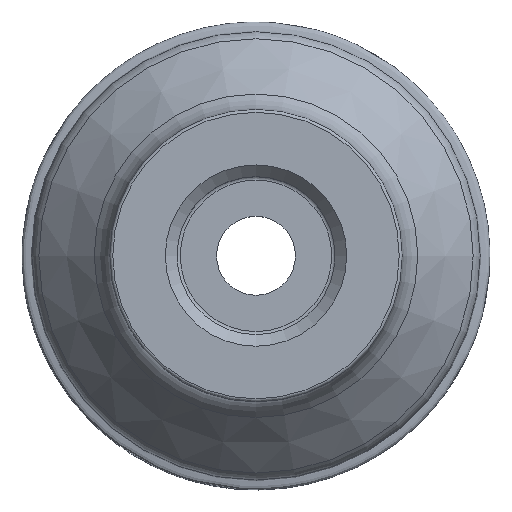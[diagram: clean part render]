
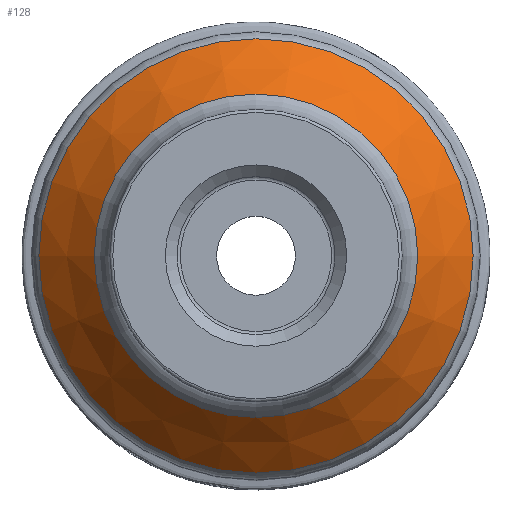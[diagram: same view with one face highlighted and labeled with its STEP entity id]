
A CAD part, top view. The second image highlights one B-rep face of the part: STEP entity #128.
In plain terms, the highlighted conical face has half-angle 42.778 degrees and reference radius 27.66 mm.
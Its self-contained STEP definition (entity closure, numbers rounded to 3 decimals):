
#128=ADVANCED_FACE('S5',(#176,#177),#159,.T.);
#159=CONICAL_SURFACE('',#561,27.66,42.778);
#176=FACE_BOUND('',#239,.T.);
#177=FACE_BOUND('',#240,.T.);
#239=EDGE_LOOP('',(#301));
#240=EDGE_LOOP('',(#302));
#301=ORIENTED_EDGE('',*,*,#395,.T.);
#302=ORIENTED_EDGE('',*,*,#396,.T.);
#363=VERTEX_POINT('',#804);
#364=VERTEX_POINT('',#806);
#395=EDGE_CURVE('',#363,#363,#426,.T.);
#396=EDGE_CURVE('',#364,#364,#427,.T.);
#426=CIRCLE('',#559,37.144);
#427=CIRCLE('',#560,27.66);
#559=AXIS2_PLACEMENT_3D('',#803,#662,#663);
#560=AXIS2_PLACEMENT_3D('',#805,#664,#665);
#561=AXIS2_PLACEMENT_3D('',#807,#666,#667);
#662=DIRECTION('',(0.,0.,1.));
#663=DIRECTION('',(1.,0.,0.));
#664=DIRECTION('',(0.,0.,-1.));
#665=DIRECTION('',(-1.,0.,0.));
#666=DIRECTION('',(0.,0.,-1.));
#667=DIRECTION('',(-1.,0.,0.));
#803=CARTESIAN_POINT('',(0.,0.,-30.541));
#804=CARTESIAN_POINT('',(37.144,0.,-30.541));
#805=CARTESIAN_POINT('',(0.,0.,-20.292));
#806=CARTESIAN_POINT('',(-27.66,0.,-20.292));
#807=CARTESIAN_POINT('',(0.,0.,-20.292));
